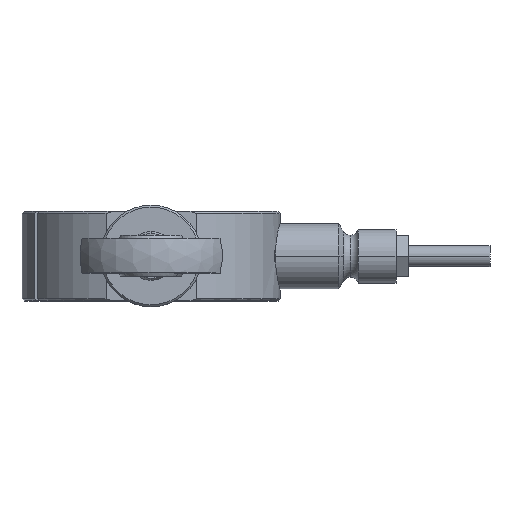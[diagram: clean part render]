
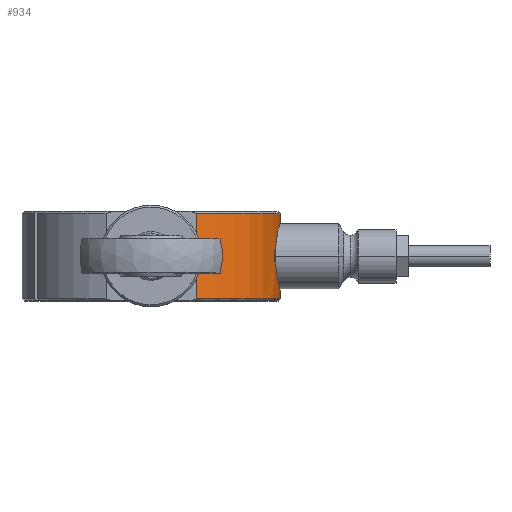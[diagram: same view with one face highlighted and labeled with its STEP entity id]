
A CAD part, top view. The second image highlights one B-rep face of the part: STEP entity #934.
In plain terms, the highlighted cylindrical face has radius 31.75 mm (diameter 63.5 mm), a partial arc.
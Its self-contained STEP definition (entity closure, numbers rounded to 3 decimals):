
#934=ADVANCED_FACE('0:53',(#1942),#1943,.T.);
#1942=FACE_OUTER_BOUND('',#3072,.T.);
#1943=CYLINDRICAL_SURFACE('',#3073,31.75);
#3072=EDGE_LOOP('',(#5696,#5697,#5698,#5699,#5700,#5701,#5702));
#3073=AXIS2_PLACEMENT_3D('',#5703,#5704,#5705);
#5696=ORIENTED_EDGE('',*,*,#7715,.T.);
#5697=ORIENTED_EDGE('',*,*,#6845,.T.);
#5698=ORIENTED_EDGE('',*,*,#7809,.T.);
#5699=ORIENTED_EDGE('',*,*,#7717,.T.);
#5700=ORIENTED_EDGE('',*,*,#7574,.F.);
#5701=ORIENTED_EDGE('',*,*,#7810,.T.);
#5702=ORIENTED_EDGE('',*,*,#7811,.F.);
#5703=CARTESIAN_POINT('',(0.0,-11.,11.));
#5704=DIRECTION('',(0.0,-1.0,0.));
#5705=DIRECTION('',(1.0,0.0,0.0));
#6845=EDGE_CURVE('0:2885',#8103,#8101,#8104,.T.);
#7574=EDGE_CURVE('0:947',#9293,#8334,#9295,.T.);
#7715=EDGE_CURVE('',#9481,#8103,#9482,.T.);
#7717=EDGE_CURVE('',#9484,#8334,#9485,.T.);
#7809=EDGE_CURVE('0:989',#8101,#9484,#9584,.T.);
#7810=EDGE_CURVE('0:2867',#9293,#9585,#9586,.T.);
#7811=EDGE_CURVE('',#9481,#9585,#9587,.T.);
#8101=VERTEX_POINT('',#9951);
#8103=VERTEX_POINT('',#9954);
#8104=B_SPLINE_CURVE_WITH_KNOTS('',3,(#9955,#9956,#9957,#9958,#9959,#9960,#9961,#9962,#9963,#9964),.UNSPECIFIED.,.F.,.F.,(4,2,2,2,4),(0.039,0.042,0.045,0.048,0.052),.UNSPECIFIED.);
#8334=VERTEX_POINT('',#10354);
#9293=VERTEX_POINT('',#12066);
#9295=CIRCLE('',#12077,31.75);
#9481=VERTEX_POINT('',#12344);
#9482=LINE('',#12345,#12346);
#9484=VERTEX_POINT('',#12348);
#9485=LINE('',#12349,#12350);
#9584=B_SPLINE_CURVE_WITH_KNOTS('',3,(#12495,#12496,#12497,#12498,#12499,#12500,#12501,#12502,#12503,#12504),.UNSPECIFIED.,.F.,.F.,(4,2,2,2,4),(0.052,0.055,0.058,0.061,0.064),.UNSPECIFIED.);
#9585=VERTEX_POINT('',#12505);
#9586=LINE('',#12506,#12507);
#9587=CIRCLE('',#12508,31.75);
#9951=CARTESIAN_POINT('',(30.591,0.,19.5));
#9954=CARTESIAN_POINT('',(31.75,-8.5,11.));
#9955=CARTESIAN_POINT('',(31.75,-8.5,11.));
#9956=CARTESIAN_POINT('',(31.75,-8.5,12.073));
#9957=CARTESIAN_POINT('',(31.69,-8.285,13.214));
#9958=CARTESIAN_POINT('',(31.474,-7.415,15.306));
#9959=CARTESIAN_POINT('',(31.321,-6.762,16.259));
#9960=CARTESIAN_POINT('',(31.031,-5.259,17.762));
#9961=CARTESIAN_POINT('',(30.875,-4.306,18.415));
#9962=CARTESIAN_POINT('',(30.653,-2.214,19.284));
#9963=CARTESIAN_POINT('',(30.591,-1.073,19.5));
#9964=CARTESIAN_POINT('',(30.591,0.,19.5));
#10354=CARTESIAN_POINT('',(31.75,10.5,11.));
#12066=CARTESIAN_POINT('',(11.091,10.5,40.75));
#12077=AXIS2_PLACEMENT_3D('',#13722,#13723,#13724);
#12344=CARTESIAN_POINT('',(31.75,-10.5,11.));
#12345=CARTESIAN_POINT('',(31.75,0.,11.));
#12346=VECTOR('',#13895,1.0);
#12348=CARTESIAN_POINT('',(31.75,8.5,11.));
#12349=CARTESIAN_POINT('',(31.75,0.,11.));
#12350=VECTOR('',#13899,1.0);
#12495=CARTESIAN_POINT('',(30.591,0.,19.5));
#12496=CARTESIAN_POINT('',(30.591,1.073,19.5));
#12497=CARTESIAN_POINT('',(30.653,2.214,19.284));
#12498=CARTESIAN_POINT('',(30.875,4.306,18.415));
#12499=CARTESIAN_POINT('',(31.031,5.259,17.762));
#12500=CARTESIAN_POINT('',(31.321,6.762,16.259));
#12501=CARTESIAN_POINT('',(31.474,7.415,15.306));
#12502=CARTESIAN_POINT('',(31.69,8.285,13.214));
#12503=CARTESIAN_POINT('',(31.75,8.5,12.073));
#12504=CARTESIAN_POINT('',(31.75,8.5,11.));
#12505=CARTESIAN_POINT('',(11.091,-10.5,40.75));
#12506=CARTESIAN_POINT('',(11.091,0.,40.75));
#12507=VECTOR('',#13970,0.001);
#12508=AXIS2_PLACEMENT_3D('',#13971,#13972,#13973);
#13722=CARTESIAN_POINT('',(0.0,10.5,11.));
#13723=DIRECTION('',(0.0,1.0,0.));
#13724=DIRECTION('',(-1.0,0.0,0.0));
#13895=DIRECTION('',(-0.0,1.0,0.));
#13899=DIRECTION('',(-0.0,1.0,0.));
#13970=DIRECTION('',(-0.0,-1.0,0.));
#13971=CARTESIAN_POINT('',(0.0,-10.5,11.));
#13972=DIRECTION('',(-0.0,-1.0,0.));
#13973=DIRECTION('',(-1.0,0.0,0.0));
